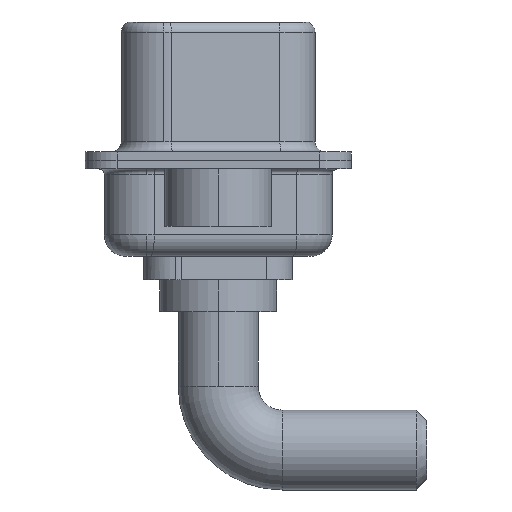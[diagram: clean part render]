
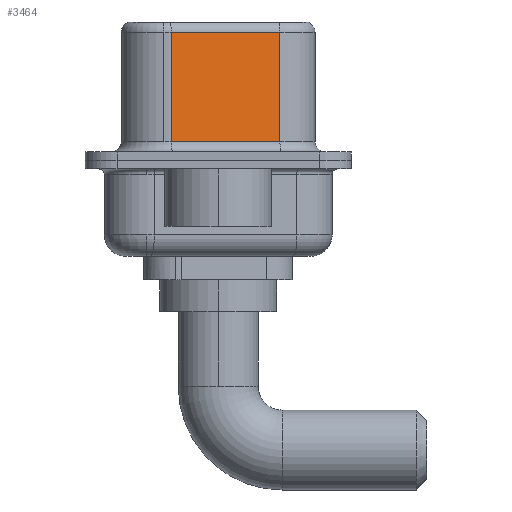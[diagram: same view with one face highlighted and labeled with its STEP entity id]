
A CAD part, left-side view. The second image highlights one B-rep face of the part: STEP entity #3464.
In plain terms, the highlighted planar face has unit normal (-0.985, -0.174, 0).
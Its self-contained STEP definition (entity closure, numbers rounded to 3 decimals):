
#449 = AXIS2_PLACEMENT_3D ( 'NONE', #4269, #15240, #12969 ) ;
#602 = FACE_OUTER_BOUND ( 'NONE', #2275, .T. ) ;
#1922 = DIRECTION ( 'NONE',  ( -0.174, 0.985, 0. ) ) ;
#2023 = EDGE_CURVE ( 'NONE', #11897, #3212, #15318, .T. ) ;
#2119 = DIRECTION ( 'NONE',  ( 0., 0., -1. ) ) ;
#2160 = LINE ( 'NONE', #8301, #10815 ) ;
#2275 = EDGE_LOOP ( 'NONE', ( #5248, #4580, #11479, #3526 ) ) ;
#2375 = VECTOR ( 'NONE', #14026, 1000. ) ;
#3145 = CARTESIAN_POINT ( 'NONE',  ( 4.555, -2.897, 6.02 ) ) ;
#3212 = VERTEX_POINT ( 'NONE', #11899 ) ;
#3464 = ADVANCED_FACE ( 'NONE', ( #602 ), #8182, .F. ) ;
#3526 = ORIENTED_EDGE ( 'NONE', *, *, #2023, .T. ) ;
#3618 = EDGE_CURVE ( 'NONE', #10417, #11897, #3637, .T. ) ;
#3637 = LINE ( 'NONE', #3715, #5543 ) ;
#3715 = CARTESIAN_POINT ( 'NONE',  ( 3.655, 2.203, 6.52 ) ) ;
#3961 = CARTESIAN_POINT ( 'NONE',  ( 3.655, 2.203, 6.02 ) ) ;
#4269 = CARTESIAN_POINT ( 'NONE',  ( 4.555, -2.897, 6.52 ) ) ;
#4470 = CARTESIAN_POINT ( 'NONE',  ( 4.555, -2.897, 6.52 ) ) ;
#4580 = ORIENTED_EDGE ( 'NONE', *, *, #11566, .T. ) ;
#5248 = ORIENTED_EDGE ( 'NONE', *, *, #10274, .F. ) ;
#5478 = CARTESIAN_POINT ( 'NONE',  ( 3.655, 2.203, 0.9 ) ) ;
#5543 = VECTOR ( 'NONE', #2119, 1000. ) ;
#6783 = LINE ( 'NONE', #4470, #2375 ) ;
#6820 = CARTESIAN_POINT ( 'NONE',  ( 4.555, -2.897, 0.9 ) ) ;
#8182 = PLANE ( 'NONE',  #449 ) ;
#8301 = CARTESIAN_POINT ( 'NONE',  ( 4.555, -2.897, 6.02 ) ) ;
#9293 = DIRECTION ( 'NONE',  ( 0.174, -0.985, 0. ) ) ;
#10274 = EDGE_CURVE ( 'NONE', #14314, #3212, #6783, .T. ) ;
#10417 = VERTEX_POINT ( 'NONE', #3961 ) ;
#10815 = VECTOR ( 'NONE', #1922, 1000. ) ;
#11329 = VECTOR ( 'NONE', #9293, 1000. ) ;
#11479 = ORIENTED_EDGE ( 'NONE', *, *, #3618, .T. ) ;
#11566 = EDGE_CURVE ( 'NONE', #14314, #10417, #2160, .T. ) ;
#11897 = VERTEX_POINT ( 'NONE', #5478 ) ;
#11899 = CARTESIAN_POINT ( 'NONE',  ( 4.555, -2.897, 0.9 ) ) ;
#12969 = DIRECTION ( 'NONE',  ( -0.174, 0.985, 0. ) ) ;
#14026 = DIRECTION ( 'NONE',  ( 0., 0., -1. ) ) ;
#14314 = VERTEX_POINT ( 'NONE', #3145 ) ;
#15240 = DIRECTION ( 'NONE',  ( 0.985, 0.174, 0. ) ) ;
#15318 = LINE ( 'NONE', #6820, #11329 ) ;
